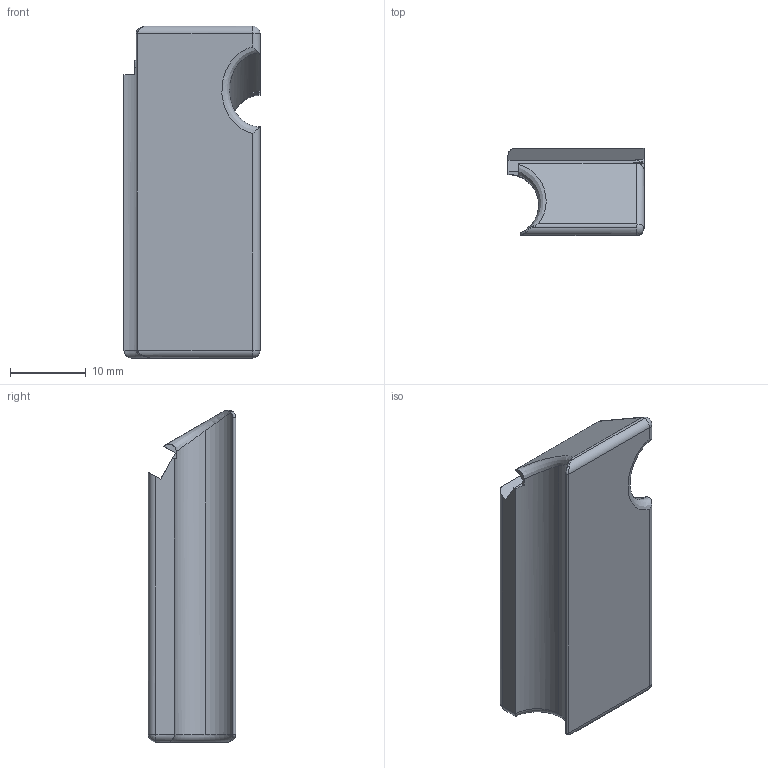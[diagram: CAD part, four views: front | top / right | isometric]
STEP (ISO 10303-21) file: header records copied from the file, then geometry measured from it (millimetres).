
FILE_DESCRIPTION (( 'STEP AP214' ), '1' );
FILE_NAME ('zip_tie_stack3_a.STEP', '2023-07-17T12:24:56', ( '' ), ( '' ), 'SwSTEP 2.0', 'SolidWorks 2022', '' );
FILE_SCHEMA (( 'AUTOMOTIVE_DESIGN' ));
Length unit declared in the file: millimetre
Products named in the file (1): zip_tie_stack3_a
Bounding box: 18 x 11.55 x 43.94 mm (x, y, z)
Volume: 6917.6 mm3; surface area: 2805.3 mm2
Topology: 1 solids, 1 shells, 43 faces, 110 edges, 63 vertices
Faces by surface type: plane 17, cylinder 15, bspline 6, sphere 4, torus 1
Entity records: 1628 total; most frequent: CARTESIAN_POINT 664, ORIENTED_EDGE 208, DIRECTION 177, EDGE_CURVE 104, VERTEX_POINT 63, AXIS2_PLACEMENT_3D 62, VECTOR 53, LINE 53
